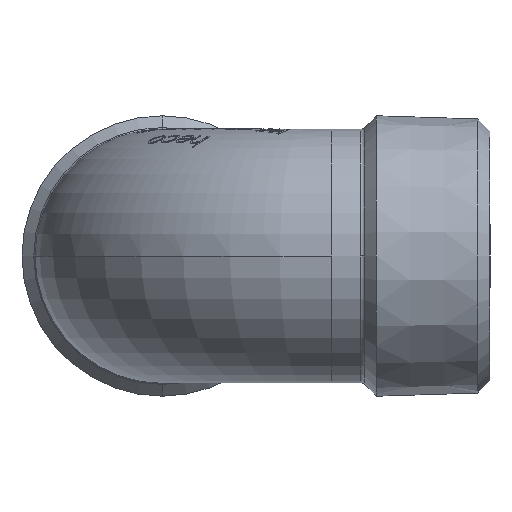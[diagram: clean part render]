
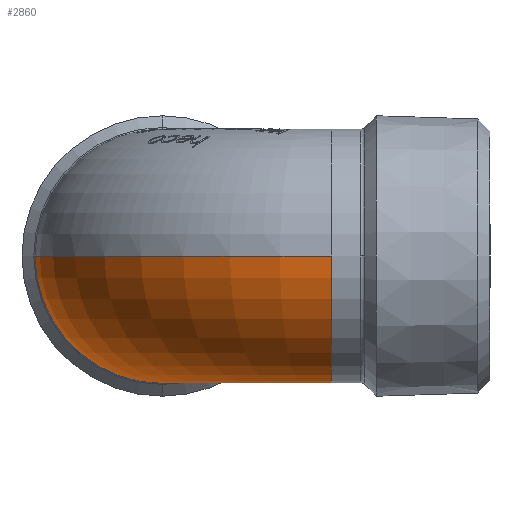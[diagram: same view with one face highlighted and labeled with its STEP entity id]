
A CAD part, left-side view. The second image highlights one B-rep face of the part: STEP entity #2860.
In plain terms, the highlighted toroidal (fillet/blend) face has major radius 16 mm and minor radius 12 mm.
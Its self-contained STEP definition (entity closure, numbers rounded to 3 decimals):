
#35 = DIRECTION ( 'NONE',  ( 0., 0., 1. ) ) ;
#64 = DIRECTION ( 'NONE',  ( 1., 0., 0. ) ) ;
#127 = CARTESIAN_POINT ( 'NONE',  ( -12., -16., 0. ) ) ;
#305 = DIRECTION ( 'NONE',  ( 0., -1., 0. ) ) ;
#626 = ORIENTED_EDGE ( 'NONE', *, *, #12349, .T. ) ;
#810 = DIRECTION ( 'NONE',  ( 0., 0., 1. ) ) ;
#943 = CARTESIAN_POINT ( 'NONE',  ( 12., -16., 0. ) ) ;
#960 = VERTEX_POINT ( 'NONE', #7036 ) ;
#968 = AXIS2_PLACEMENT_3D ( 'NONE', #2363, #305, #4800 ) ;
#1031 = AXIS2_PLACEMENT_3D ( 'NONE', #4754, #12059, #1685 ) ;
#1279 = CIRCLE ( 'NONE', #968, 12. ) ;
#1685 = DIRECTION ( 'NONE',  ( 0., 0., 1. ) ) ;
#1837 = ORIENTED_EDGE ( 'NONE', *, *, #10582, .F. ) ;
#2047 = DIRECTION ( 'NONE',  ( 1., 0., 0. ) ) ;
#2089 = CIRCLE ( 'NONE', #3870, 4. ) ;
#2363 = CARTESIAN_POINT ( 'NONE',  ( 0., -16., 0. ) ) ;
#2460 = DIRECTION ( 'NONE',  ( 0., 0., 1. ) ) ;
#2671 = ORIENTED_EDGE ( 'NONE', *, *, #12989, .T. ) ;
#2860 = ADVANCED_FACE ( 'NONE', ( #10260 ), #4737, .T. ) ;
#3482 = ORIENTED_EDGE ( 'NONE', *, *, #11756, .F. ) ;
#3870 = AXIS2_PLACEMENT_3D ( 'NONE', #10332, #35, #2047 ) ;
#3962 = AXIS2_PLACEMENT_3D ( 'NONE', #5670, #2460, #8416 ) ;
#4131 = VERTEX_POINT ( 'NONE', #8621 ) ;
#4323 = VERTEX_POINT ( 'NONE', #5775 ) ;
#4410 = AXIS2_PLACEMENT_3D ( 'NONE', #9058, #5929, #4779 ) ;
#4737 = TOROIDAL_SURFACE ( 'NONE', #11692, 16., 12. ) ;
#4754 = CARTESIAN_POINT ( 'NONE',  ( 0., -16., 0. ) ) ;
#4779 = DIRECTION ( 'NONE',  ( 0., 0., 1. ) ) ;
#4800 = DIRECTION ( 'NONE',  ( 0., 0., 1. ) ) ;
#5670 = CARTESIAN_POINT ( 'NONE',  ( 16., -16., 0. ) ) ;
#5775 = CARTESIAN_POINT ( 'NONE',  ( 16., 0., -12. ) ) ;
#5929 = DIRECTION ( 'NONE',  ( -1., 0., 0. ) ) ;
#5932 = EDGE_CURVE ( 'NONE', #6805, #960, #12593, .T. ) ;
#6140 = CARTESIAN_POINT ( 'NONE',  ( 16., -12., 0. ) ) ;
#6805 = VERTEX_POINT ( 'NONE', #127 ) ;
#6858 = EDGE_CURVE ( 'NONE', #4323, #11545, #11720, .T. ) ;
#6981 = EDGE_LOOP ( 'NONE', ( #3482, #2671, #8654, #626, #1837, #10153 ) ) ;
#7002 = CIRCLE ( 'NONE', #7911, 12. ) ;
#7036 = CARTESIAN_POINT ( 'NONE',  ( 0., -16., -12. ) ) ;
#7212 = DIRECTION ( 'NONE',  ( 0., 0., 1. ) ) ;
#7547 = CIRCLE ( 'NONE', #3962, 28. ) ;
#7911 = AXIS2_PLACEMENT_3D ( 'NONE', #10288, #9216, #810 ) ;
#8301 = CARTESIAN_POINT ( 'NONE',  ( 16., -16., 0. ) ) ;
#8416 = DIRECTION ( 'NONE',  ( 1., 0., 0. ) ) ;
#8621 = CARTESIAN_POINT ( 'NONE',  ( 16., 12., 0. ) ) ;
#8654 = ORIENTED_EDGE ( 'NONE', *, *, #6858, .T. ) ;
#8899 = VERTEX_POINT ( 'NONE', #943 ) ;
#9058 = CARTESIAN_POINT ( 'NONE',  ( 16., 0., 0. ) ) ;
#9216 = DIRECTION ( 'NONE',  ( -1., 0., 0. ) ) ;
#10153 = ORIENTED_EDGE ( 'NONE', *, *, #5932, .F. ) ;
#10260 = FACE_OUTER_BOUND ( 'NONE', #6981, .T. ) ;
#10288 = CARTESIAN_POINT ( 'NONE',  ( 16., 0., 0. ) ) ;
#10332 = CARTESIAN_POINT ( 'NONE',  ( 16., -16., 0. ) ) ;
#10582 = EDGE_CURVE ( 'NONE', #960, #8899, #1279, .T. ) ;
#11545 = VERTEX_POINT ( 'NONE', #6140 ) ;
#11692 = AXIS2_PLACEMENT_3D ( 'NONE', #8301, #7212, #64 ) ;
#11720 = CIRCLE ( 'NONE', #4410, 12. ) ;
#11756 = EDGE_CURVE ( 'NONE', #4131, #6805, #7547, .T. ) ;
#12059 = DIRECTION ( 'NONE',  ( 0., -1., 0. ) ) ;
#12349 = EDGE_CURVE ( 'NONE', #11545, #8899, #2089, .T. ) ;
#12593 = CIRCLE ( 'NONE', #1031, 12. ) ;
#12989 = EDGE_CURVE ( 'NONE', #4131, #4323, #7002, .T. ) ;
